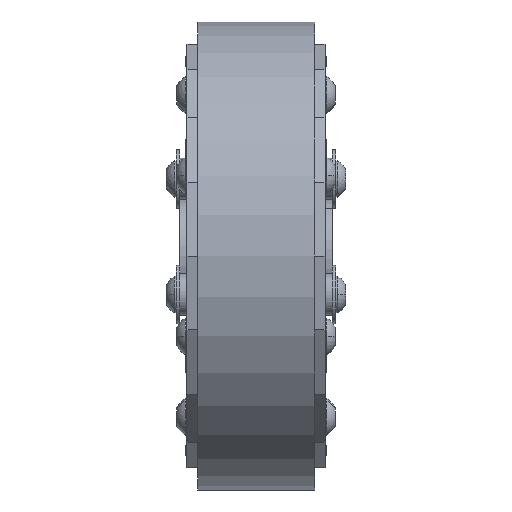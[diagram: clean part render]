
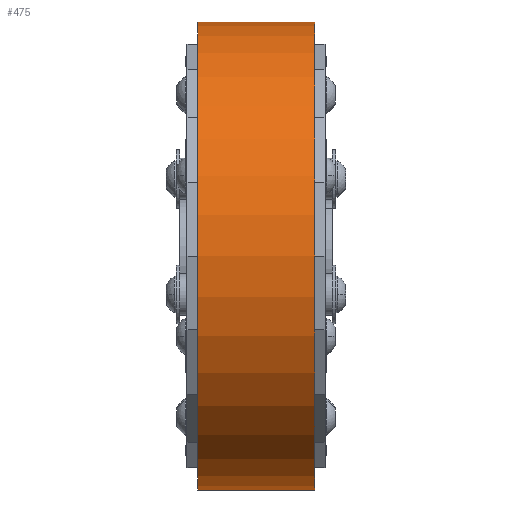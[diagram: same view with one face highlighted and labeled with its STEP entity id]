
A CAD part, left-side view. The second image highlights one B-rep face of the part: STEP entity #475.
In plain terms, the highlighted cylindrical face has radius 50.8 mm (diameter 101.6 mm), a partial arc.
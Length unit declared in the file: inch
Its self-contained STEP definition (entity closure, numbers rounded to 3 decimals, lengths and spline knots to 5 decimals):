
#234 = ORIENTED_EDGE ( 'NONE', *, *, #240, .F. ) ;
#235 = ORIENTED_EDGE ( 'NONE', *, *, #262, .T. ) ;
#236 = EDGE_LOOP ( 'NONE', ( #237, #234, #235, #469 ) ) ;
#237 = ORIENTED_EDGE ( 'NONE', *, *, #398, .F. ) ;
#240 = EDGE_CURVE ( 'NONE', #396, #395, #3032, .T. ) ;
#262 = EDGE_CURVE ( 'NONE', #396, #401, #3141, .T. ) ;
#395 = VERTEX_POINT ( 'NONE', #3375 ) ;
#396 = VERTEX_POINT ( 'NONE', #3374 ) ;
#398 = EDGE_CURVE ( 'NONE', #395, #399, #3336, .T. ) ;
#399 = VERTEX_POINT ( 'NONE', #3419 ) ;
#401 = VERTEX_POINT ( 'NONE', #3418 ) ;
#469 = ORIENTED_EDGE ( 'NONE', *, *, #484, .T. ) ;
#475 = ADVANCED_FACE ( 'NONE', ( #3474 ), #3473, .T. ) ;
#484 = EDGE_CURVE ( 'NONE', #401, #399, #3497, .T. ) ;
#2988 = DIRECTION ( 'NONE',  ( 0., 0., 1. ) ) ;
#2989 = DIRECTION ( 'NONE',  ( 0., 1., 0. ) ) ;
#3030 = CARTESIAN_POINT ( 'NONE',  ( 0., 0.5, 0. ) ) ;
#3031 = AXIS2_PLACEMENT_3D ( 'NONE', #3030, #2989, #2988 ) ;
#3032 = CIRCLE ( 'NONE', #3031, 2. ) ;
#3138 = DIRECTION ( 'NONE',  ( 0., -1., 0. ) ) ;
#3139 = VECTOR ( 'NONE', #3138, 39.37008 ) ;
#3140 = CARTESIAN_POINT ( 'NONE',  ( 0., 0.5, -2. ) ) ;
#3141 = LINE ( 'NONE', #3140, #3139 ) ;
#3333 = DIRECTION ( 'NONE',  ( 0., -1., 0. ) ) ;
#3334 = VECTOR ( 'NONE', #3333, 39.37008 ) ;
#3335 = CARTESIAN_POINT ( 'NONE',  ( 0., 0.5, 2. ) ) ;
#3336 = LINE ( 'NONE', #3335, #3334 ) ;
#3374 = CARTESIAN_POINT ( 'NONE',  ( 0., 0.5, -2. ) ) ;
#3375 = CARTESIAN_POINT ( 'NONE',  ( 0., 0.5, 2. ) ) ;
#3418 = CARTESIAN_POINT ( 'NONE',  ( 0., -0.5, -2. ) ) ;
#3419 = CARTESIAN_POINT ( 'NONE',  ( 0., -0.5, 2. ) ) ;
#3468 = DIRECTION ( 'NONE',  ( 0., 0., -1. ) ) ;
#3469 = DIRECTION ( 'NONE',  ( 0., -1., 0. ) ) ;
#3470 = CARTESIAN_POINT ( 'NONE',  ( 0., 0.5, 0. ) ) ;
#3471 = AXIS2_PLACEMENT_3D ( 'NONE', #3470, #3469, #3468 ) ;
#3473 = CYLINDRICAL_SURFACE ( 'NONE', #3471, 2. ) ;
#3474 = FACE_OUTER_BOUND ( 'NONE', #236, .T. ) ;
#3493 = DIRECTION ( 'NONE',  ( 0., 0., 1. ) ) ;
#3494 = DIRECTION ( 'NONE',  ( 0., 1., 0. ) ) ;
#3495 = CARTESIAN_POINT ( 'NONE',  ( 0., -0.5, 0. ) ) ;
#3496 = AXIS2_PLACEMENT_3D ( 'NONE', #3495, #3494, #3493 ) ;
#3497 = CIRCLE ( 'NONE', #3496, 2. ) ;
